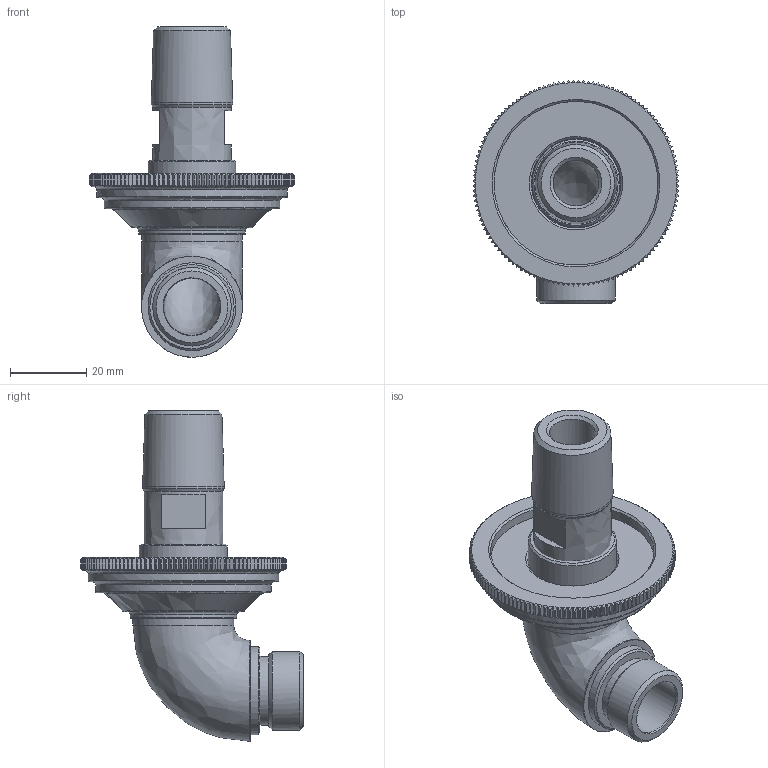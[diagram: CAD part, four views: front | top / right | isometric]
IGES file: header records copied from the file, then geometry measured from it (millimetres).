
Global section: file name: V6KA640; native system: Autodesk Inventor 2024; preprocessor: unknown; author: kwhieldon; date: 20241022.105655; units: millimetre
Bounding box: 53.99 x 58.49 x 86.75 mm (x, y, z)
Volume: 41418.3 mm3; surface area: 21893.9 mm2
Topology: 4 solids, 4 shells, 711 faces, 1584 edges, 895 vertices
Faces by surface type: bspline 711
